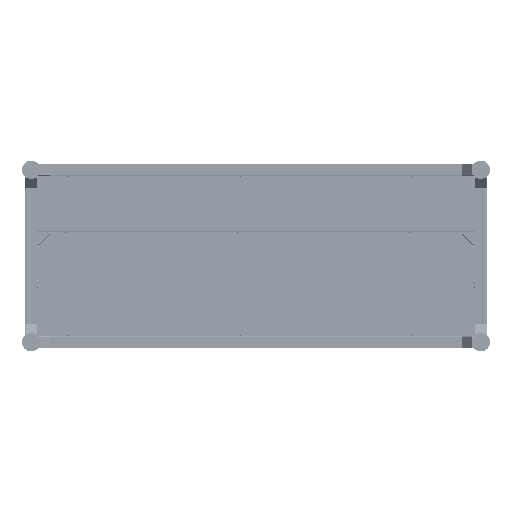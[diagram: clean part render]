
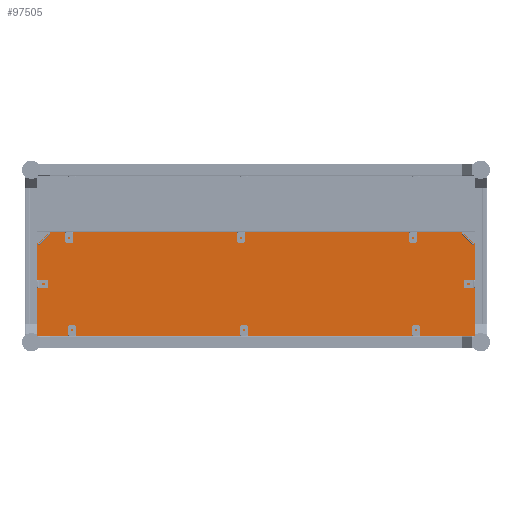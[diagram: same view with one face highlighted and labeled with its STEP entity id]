
A CAD part, front view. The second image highlights one B-rep face of the part: STEP entity #97505.
In plain terms, the highlighted planar face has unit normal (0, -1, 0).
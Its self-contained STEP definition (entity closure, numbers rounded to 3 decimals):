
#3161 = ORIENTED_EDGE ( 'NONE', *, *, #51623, .F. ) ;
#8789 = FACE_OUTER_BOUND ( 'NONE', #46031, .T. ) ;
#10216 = VECTOR ( 'NONE', #26018, 1000. ) ;
#20476 = EDGE_CURVE ( 'NONE', #127838, #111216, #117992, .T. ) ;
#24053 = ORIENTED_EDGE ( 'NONE', *, *, #108759, .F. ) ;
#26018 = DIRECTION ( 'NONE',  ( -1., 0., 0. ) ) ;
#29015 = CARTESIAN_POINT ( 'NONE',  ( 1500., 0., -378. ) ) ;
#34581 = LINE ( 'NONE', #75522, #42939 ) ;
#42891 = DIRECTION ( 'NONE',  ( 0., 0., -1. ) ) ;
#42939 = VECTOR ( 'NONE', #76173, 1000. ) ;
#46031 = EDGE_LOOP ( 'NONE', ( #3161, #108542, #24053, #80873 ) ) ;
#46863 = CARTESIAN_POINT ( 'NONE',  ( 0., 0., -378. ) ) ;
#49358 = CARTESIAN_POINT ( 'NONE',  ( 0., 0., 0. ) ) ;
#49751 = CARTESIAN_POINT ( 'NONE',  ( 0., 0., 0. ) ) ;
#51623 = EDGE_CURVE ( 'NONE', #111216, #94810, #34581, .T. ) ;
#59480 = VERTEX_POINT ( 'NONE', #74325 ) ;
#69012 = CARTESIAN_POINT ( 'NONE',  ( 0., 0., 0. ) ) ;
#71214 = PLANE ( 'NONE',  #102997 ) ;
#71845 = CARTESIAN_POINT ( 'NONE',  ( 0., 0., -378. ) ) ;
#73726 = LINE ( 'NONE', #74394, #83822 ) ;
#74325 = CARTESIAN_POINT ( 'NONE',  ( 1500., 0., 0. ) ) ;
#74394 = CARTESIAN_POINT ( 'NONE',  ( 1500., 0., 0. ) ) ;
#75522 = CARTESIAN_POINT ( 'NONE',  ( 0., 0., 0. ) ) ;
#76173 = DIRECTION ( 'NONE',  ( 0., 0., 1. ) ) ;
#79536 = LINE ( 'NONE', #49358, #92540 ) ;
#80873 = ORIENTED_EDGE ( 'NONE', *, *, #124472, .F. ) ;
#83822 = VECTOR ( 'NONE', #42891, 1000. ) ;
#90669 = DIRECTION ( 'NONE',  ( 0., -1., 0. ) ) ;
#92540 = VECTOR ( 'NONE', #98371, 1000. ) ;
#94810 = VERTEX_POINT ( 'NONE', #69012 ) ;
#97505 = ADVANCED_FACE ( 'NONE', ( #8789 ), #71214, .T. ) ;
#98371 = DIRECTION ( 'NONE',  ( 1., 0., 0. ) ) ;
#102997 = AXIS2_PLACEMENT_3D ( 'NONE', #49751, #90669, #121551 ) ;
#108542 = ORIENTED_EDGE ( 'NONE', *, *, #20476, .F. ) ;
#108759 = EDGE_CURVE ( 'NONE', #59480, #127838, #73726, .T. ) ;
#111216 = VERTEX_POINT ( 'NONE', #71845 ) ;
#117992 = LINE ( 'NONE', #46863, #10216 ) ;
#121551 = DIRECTION ( 'NONE',  ( 0., 0., -1. ) ) ;
#124472 = EDGE_CURVE ( 'NONE', #94810, #59480, #79536, .T. ) ;
#127838 = VERTEX_POINT ( 'NONE', #29015 ) ;
